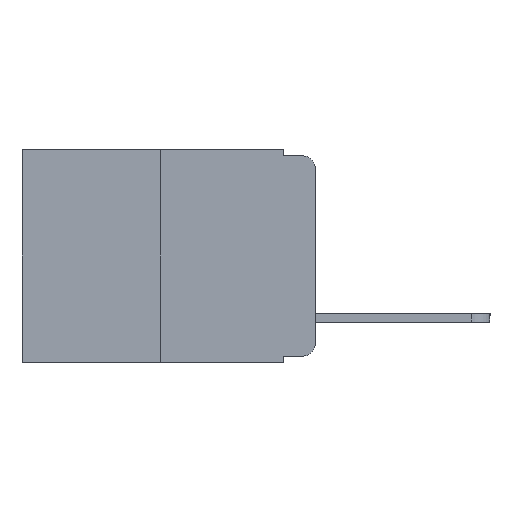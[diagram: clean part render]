
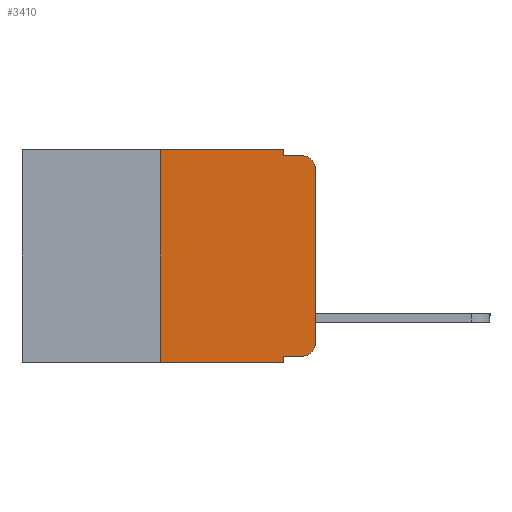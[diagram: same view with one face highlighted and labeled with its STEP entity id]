
A CAD part, left-side view. The second image highlights one B-rep face of the part: STEP entity #3410.
In plain terms, the highlighted planar face has unit normal (-1, 0, 0).
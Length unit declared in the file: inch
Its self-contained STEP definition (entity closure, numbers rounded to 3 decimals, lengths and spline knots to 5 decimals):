
#81 = CARTESIAN_POINT ( 'NONE',  ( 0., 0.25, 0. ) ) ;
#215 = LINE ( 'NONE', #11423, #7213 ) ;
#558 = ORIENTED_EDGE ( 'NONE', *, *, #5882, .T. ) ;
#646 = CARTESIAN_POINT ( 'NONE',  ( 0., 0.051, -0.333 ) ) ;
#717 = VERTEX_POINT ( 'NONE', #7027 ) ;
#837 = DIRECTION ( 'NONE',  ( -1., 0., 0. ) ) ;
#846 = CIRCLE ( 'NONE', #7224, 0.02 ) ;
#865 = EDGE_LOOP ( 'NONE', ( #558, #4696, #3106, #7423, #5471, #6530, #7096, #6877, #5952, #8531 ) ) ;
#905 = VERTEX_POINT ( 'NONE', #2742 ) ;
#992 = VERTEX_POINT ( 'NONE', #10619 ) ;
#1102 = VERTEX_POINT ( 'NONE', #8429 ) ;
#1390 = VECTOR ( 'NONE', #11395, 39.37008 ) ;
#1535 = CARTESIAN_POINT ( 'NONE',  ( 0., 0.473, 0. ) ) ;
#1631 = DIRECTION ( 'NONE',  ( 0., 0., 1. ) ) ;
#1800 = EDGE_CURVE ( 'NONE', #9855, #2113, #11411, .T. ) ;
#1880 = VECTOR ( 'NONE', #6357, 39.37008 ) ;
#2036 = DIRECTION ( 'NONE',  ( 0., 0., -1. ) ) ;
#2099 = VECTOR ( 'NONE', #2466, 39.37008 ) ;
#2113 = VERTEX_POINT ( 'NONE', #6571 ) ;
#2183 = VERTEX_POINT ( 'NONE', #3235 ) ;
#2335 = EDGE_CURVE ( 'NONE', #2183, #1102, #6323, .T. ) ;
#2406 = VECTOR ( 'NONE', #8514, 39.37008 ) ;
#2466 = DIRECTION ( 'NONE',  ( 0., 0., 1. ) ) ;
#2507 = EDGE_CURVE ( 'NONE', #9855, #1102, #9668, .T. ) ;
#2521 = VECTOR ( 'NONE', #2609, 39.37008 ) ;
#2609 = DIRECTION ( 'NONE',  ( 0., -1., 0. ) ) ;
#2742 = CARTESIAN_POINT ( 'NONE',  ( 0., 0., -0.03 ) ) ;
#2861 = LINE ( 'NONE', #1535, #2521 ) ;
#2923 = FACE_OUTER_BOUND ( 'NONE', #865, .T. ) ;
#3106 = ORIENTED_EDGE ( 'NONE', *, *, #6096, .F. ) ;
#3235 = CARTESIAN_POINT ( 'NONE',  ( 0., 0.25, -0.343 ) ) ;
#3410 = ADVANCED_FACE ( 'NONE', ( #2923 ), #7453, .F. ) ;
#3592 = VERTEX_POINT ( 'NONE', #5556 ) ;
#3764 = EDGE_CURVE ( 'NONE', #2183, #4245, #4890, .T. ) ;
#3870 = DIRECTION ( 'NONE',  ( 1., 0., 0. ) ) ;
#4245 = VERTEX_POINT ( 'NONE', #5536 ) ;
#4419 = CARTESIAN_POINT ( 'NONE',  ( 0., 0.473, -0.343 ) ) ;
#4434 = LINE ( 'NONE', #8460, #1880 ) ;
#4696 = ORIENTED_EDGE ( 'NONE', *, *, #9943, .T. ) ;
#4890 = LINE ( 'NONE', #81, #2099 ) ;
#5331 = CARTESIAN_POINT ( 'NONE',  ( 0., 0.051, -0.333 ) ) ;
#5471 = ORIENTED_EDGE ( 'NONE', *, *, #6983, .F. ) ;
#5536 = CARTESIAN_POINT ( 'NONE',  ( 0., 0.25, 0. ) ) ;
#5550 = EDGE_CURVE ( 'NONE', #992, #10961, #4434, .T. ) ;
#5556 = CARTESIAN_POINT ( 'NONE',  ( 0., 0., -0.313 ) ) ;
#5586 = VECTOR ( 'NONE', #7110, 39.37008 ) ;
#5602 = DIRECTION ( 'NONE',  ( -1., 0., 0. ) ) ;
#5627 = LINE ( 'NONE', #6525, #7838 ) ;
#5882 = EDGE_CURVE ( 'NONE', #3592, #905, #215, .T. ) ;
#5952 = ORIENTED_EDGE ( 'NONE', *, *, #1800, .T. ) ;
#6096 = EDGE_CURVE ( 'NONE', #10961, #717, #5627, .T. ) ;
#6323 = LINE ( 'NONE', #4419, #1390 ) ;
#6357 = DIRECTION ( 'NONE',  ( 0., 0., -1. ) ) ;
#6461 = CARTESIAN_POINT ( 'NONE',  ( 0., 0.02, -0.313 ) ) ;
#6525 = CARTESIAN_POINT ( 'NONE',  ( 0., 0.051, -0.01 ) ) ;
#6530 = ORIENTED_EDGE ( 'NONE', *, *, #3764, .F. ) ;
#6571 = CARTESIAN_POINT ( 'NONE',  ( 0., 0.02, -0.333 ) ) ;
#6856 = CARTESIAN_POINT ( 'NONE',  ( 0., 0.473, 0. ) ) ;
#6877 = ORIENTED_EDGE ( 'NONE', *, *, #2507, .F. ) ;
#6941 = AXIS2_PLACEMENT_3D ( 'NONE', #6461, #837, #7314 ) ;
#6983 = EDGE_CURVE ( 'NONE', #4245, #992, #2861, .T. ) ;
#7027 = CARTESIAN_POINT ( 'NONE',  ( 0., 0.02, -0.01 ) ) ;
#7096 = ORIENTED_EDGE ( 'NONE', *, *, #2335, .T. ) ;
#7110 = DIRECTION ( 'NONE',  ( 0., 0., -1. ) ) ;
#7142 = CARTESIAN_POINT ( 'NONE',  ( 0., 0.051, 0. ) ) ;
#7167 = CIRCLE ( 'NONE', #6941, 0.02 ) ;
#7213 = VECTOR ( 'NONE', #1631, 39.37008 ) ;
#7224 = AXIS2_PLACEMENT_3D ( 'NONE', #10534, #5602, #11313 ) ;
#7314 = DIRECTION ( 'NONE',  ( 0., 0., -1. ) ) ;
#7423 = ORIENTED_EDGE ( 'NONE', *, *, #5550, .F. ) ;
#7453 = PLANE ( 'NONE',  #7793 ) ;
#7793 = AXIS2_PLACEMENT_3D ( 'NONE', #6856, #3870, #2036 ) ;
#7838 = VECTOR ( 'NONE', #8069, 39.37008 ) ;
#8069 = DIRECTION ( 'NONE',  ( 0., -1., 0. ) ) ;
#8429 = CARTESIAN_POINT ( 'NONE',  ( 0., 0.051, -0.343 ) ) ;
#8448 = CARTESIAN_POINT ( 'NONE',  ( 0., 0.051, -0.01 ) ) ;
#8453 = EDGE_CURVE ( 'NONE', #2113, #3592, #7167, .T. ) ;
#8460 = CARTESIAN_POINT ( 'NONE',  ( 0., 0.051, 0. ) ) ;
#8514 = DIRECTION ( 'NONE',  ( 0., -1., 0. ) ) ;
#8531 = ORIENTED_EDGE ( 'NONE', *, *, #8453, .T. ) ;
#9668 = LINE ( 'NONE', #7142, #5586 ) ;
#9855 = VERTEX_POINT ( 'NONE', #5331 ) ;
#9943 = EDGE_CURVE ( 'NONE', #905, #717, #846, .T. ) ;
#10534 = CARTESIAN_POINT ( 'NONE',  ( 0., 0.02, -0.03 ) ) ;
#10619 = CARTESIAN_POINT ( 'NONE',  ( 0., 0.051, 0. ) ) ;
#10961 = VERTEX_POINT ( 'NONE', #8448 ) ;
#11313 = DIRECTION ( 'NONE',  ( 0., 0., -1. ) ) ;
#11395 = DIRECTION ( 'NONE',  ( 0., -1., 0. ) ) ;
#11411 = LINE ( 'NONE', #646, #2406 ) ;
#11423 = CARTESIAN_POINT ( 'NONE',  ( 0., 0., 0. ) ) ;
